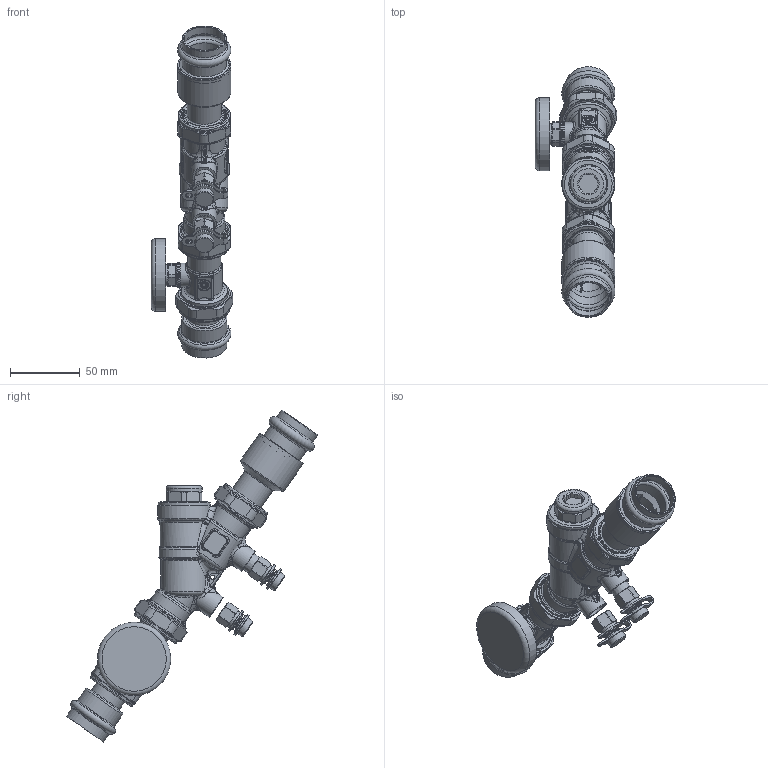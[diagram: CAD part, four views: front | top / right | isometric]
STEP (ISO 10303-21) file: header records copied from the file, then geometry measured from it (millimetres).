
FILE_DESCRIPTION(/* description */ (''),/* implementation_level */ '2;1');
FILE_NAME(/* name */ '128467AFC_Simplify_1.stp',/* time_stamp */ '2025-07-21T10:17:32-05:00',/* author */ ('ischreiner'),/* organization */ (''),/* preprocessor_version */ 'ST-DEVELOPER v20',/* originating_system */ 'Autodesk Inventor 2025',/* authorisation */ '');
FILE_SCHEMA (('AUTOMOTIVE_DESIGN { 1 0 10303 214 3 1 1 }'));
Products named in the file (1): 128467AFC_Simplify_1
Bounding box: 58.21 x 179.32 x 237.16 mm (x, y, z)
Volume: 255298 mm3; surface area: 75259.8 mm2
Topology: 9 solids, 9 shells, 1896 faces, 4565 edges, 2633 vertices
Faces by surface type: bspline 914, cylinder 401, plane 253, cone 149, torus 129, sphere 50
Full cylindrical faces by diameter (mm): 3 x1, 8 x2, 11.5 x2, 12 x4, 12.2 x2, 13.5 x6, 13.9 x2, 15.24 x1, 15.875 x1, 17 x1, 17.5 x2, 18 x1, 20.091 x2, 20.599 x1, 22.86 x1, 23.5 x1, 24 x1, 24.003 x1, 24.384 x2, 25.8 x1, 27.686 x2, 28.905 x2, 28.956 x1, 29.464 x1, 29.5 x1, 29.591 x1, 29.6 x1, 30 x2, 30.429 x1, 30.5 x3
Entity records: 173683 total; most frequent: CARTESIAN_POINT 133492, ORIENTED_EDGE 8936, DIRECTION 6404, EDGE_CURVE 4468, AXIS2_PLACEMENT_3D 2764, VERTEX_POINT 2633, EDGE_LOOP 1965, STYLED_ITEM 1905
